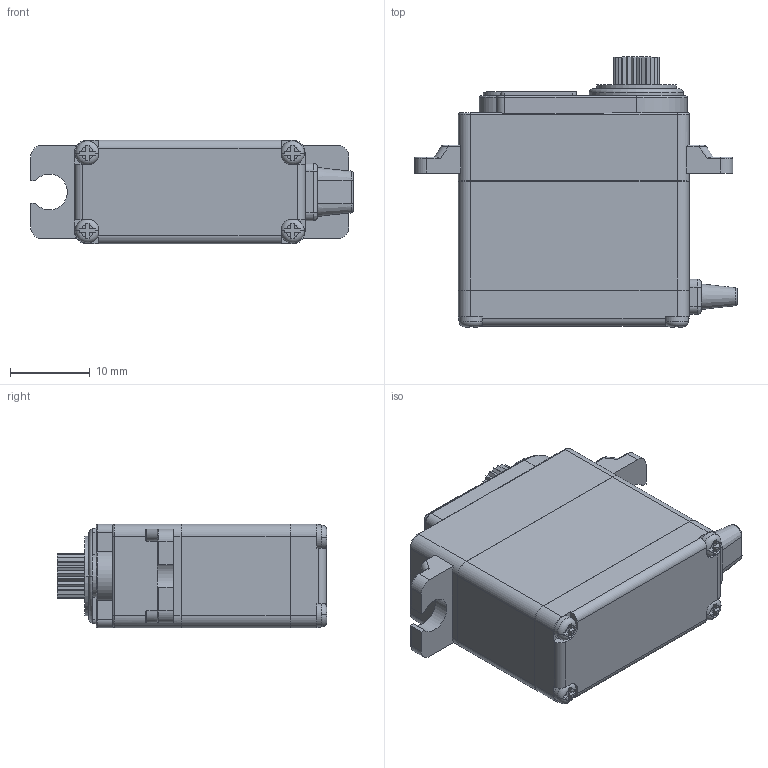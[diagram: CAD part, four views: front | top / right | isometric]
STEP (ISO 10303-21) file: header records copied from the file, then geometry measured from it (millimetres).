
FILE_DESCRIPTION((''),'2;1');
FILE_NAME('HS-5085MG_ASM','2017-08-30T',('servo-csw'),(''),'CREO PARAMETRIC BY PTC INC, 2014440','CREO PARAMETRIC BY PTC INC, 2014440','');
FILE_SCHEMA(('CONFIG_CONTROL_DESIGN'));
Length unit declared in the file: millimetre
Products named in the file (2): _HS-5085MG; HS-5085MG_ASM
Assembly tree (1 placements, depth 2):
  HS-5085MG_ASM
    _HS-5085MG
Bounding box: 40.56 x 33.94 x 13 mm (x, y, z)
Volume: 11028.2 mm3; surface area: 4312.9 mm2
Topology: 1 solids, 9 shells, 376 faces, 1002 edges, 654 vertices
Faces by surface type: plane 235, cylinder 105, torus 24, bspline 8, cone 4
Entity records: 14982 total; most frequent: CARTESIAN_POINT 3138, ORIENTED_EDGE 2004, DIRECTION 1910, EDGE_CURVE 1002, VERTEX_POINT 654, VECTOR 644, LINE 644, AXIS2_PLACEMENT_3D 633
